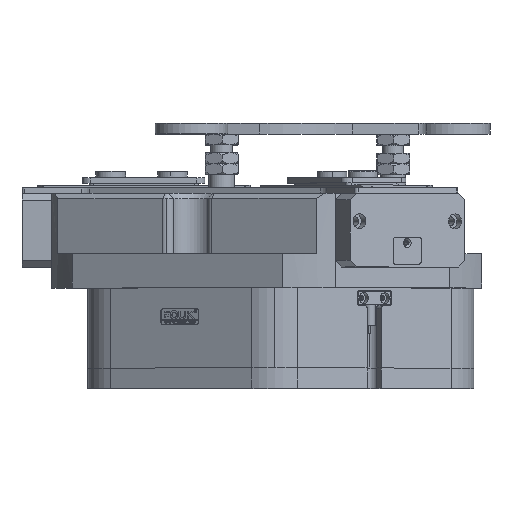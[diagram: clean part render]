
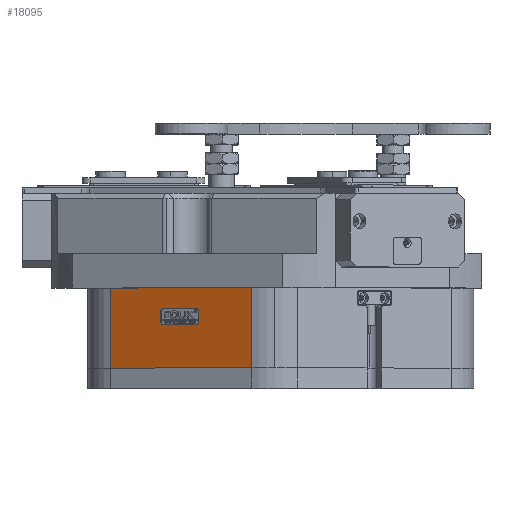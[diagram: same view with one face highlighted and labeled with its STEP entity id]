
A CAD part, top view. The second image highlights one B-rep face of the part: STEP entity #18095.
In plain terms, the highlighted planar face has unit normal (-0.5, 0, 0.866).
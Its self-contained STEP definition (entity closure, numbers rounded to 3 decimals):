
#250 = AXIS2_PLACEMENT_3D ( 'NONE', #29572, #30208, #39286 ) ;
#566 = ORIENTED_EDGE ( 'NONE', *, *, #4185, .T. ) ;
#699 = CARTESIAN_POINT ( 'NONE',  ( -61.675, 32., 131.824 ) ) ;
#1095 = LINE ( 'NONE', #25694, #61484 ) ;
#1483 = EDGE_CURVE ( 'NONE', #10727, #23227, #31870, .T. ) ;
#2024 = CARTESIAN_POINT ( 'NONE',  ( 145., 130., 251.147 ) ) ;
#2039 = CARTESIAN_POINT ( 'NONE',  ( -125., 0., 95.263 ) ) ;
#2304 = VERTEX_POINT ( 'NONE', #699 ) ;
#2385 = CARTESIAN_POINT ( 'NONE',  ( -125., 130., 95.263 ) ) ;
#2468 = VECTOR ( 'NONE', #46248, 1000. ) ;
#3975 = VERTEX_POINT ( 'NONE', #10566 ) ;
#4185 = EDGE_CURVE ( 'NONE', #35379, #5773, #15186, .T. ) ;
#4195 = CARTESIAN_POINT ( 'NONE',  ( -59.856, 42.1, 132.874 ) ) ;
#4982 = VERTEX_POINT ( 'NONE', #54003 ) ;
#5665 = VECTOR ( 'NONE', #56515, 1000. ) ;
#5773 = VERTEX_POINT ( 'NONE', #40840 ) ;
#7190 = ORIENTED_EDGE ( 'NONE', *, *, #50675, .T. ) ;
#8347 = CIRCLE ( 'NONE', #49042, 2.1 ) ;
#9138 = EDGE_CURVE ( 'NONE', #5773, #13673, #10975, .T. ) ;
#9390 = CARTESIAN_POINT ( 'NONE',  ( -85.923, 42.1, 117.824 ) ) ;
#9628 = ORIENTED_EDGE ( 'NONE', *, *, #35950, .T. ) ;
#10119 = DIRECTION ( 'NONE',  ( -0.866, 0., -0.5 ) ) ;
#10268 = DIRECTION ( 'NONE',  ( 0., 1., 0. ) ) ;
#10566 = CARTESIAN_POINT ( 'NONE',  ( -59.856, 34.1, 132.874 ) ) ;
#10701 = DIRECTION ( 'NONE',  ( 0.5, 0., -0.866 ) ) ;
#10727 = VERTEX_POINT ( 'NONE', #52951 ) ;
#10975 = LINE ( 'NONE', #44117, #26772 ) ;
#11251 = CARTESIAN_POINT ( 'NONE',  ( -61.675, 32., 131.824 ) ) ;
#13438 = EDGE_CURVE ( 'NONE', #51169, #60910, #8347, .T. ) ;
#13673 = VERTEX_POINT ( 'NONE', #36421 ) ;
#14951 = DIRECTION ( 'NONE',  ( 0.5, 0., -0.866 ) ) ;
#15186 = CIRCLE ( 'NONE', #16953, 2.1 ) ;
#15761 = EDGE_CURVE ( 'NONE', #46217, #4982, #60179, .T. ) ;
#15885 = FACE_BOUND ( 'NONE', #18360, .T. ) ;
#16947 = EDGE_CURVE ( 'NONE', #3975, #2304, #19472, .T. ) ;
#16953 = AXIS2_PLACEMENT_3D ( 'NONE', #9390, #19275, #47924 ) ;
#18095 = ADVANCED_FACE ( 'NONE', ( #15885, #29458 ), #50102, .T. ) ;
#18161 = CARTESIAN_POINT ( 'NONE',  ( -72.5, 59.5, 125.574 ) ) ;
#18360 = EDGE_LOOP ( 'NONE', ( #42599, #23962, #9628, #56125, #7190, #566, #53918, #55454 ) ) ;
#19275 = DIRECTION ( 'NONE',  ( 0.5, 0., -0.866 ) ) ;
#19472 = CIRCLE ( 'NONE', #250, 2.1 ) ;
#20813 = DIRECTION ( 'NONE',  ( -0.5, 0., 0.866 ) ) ;
#22079 = CARTESIAN_POINT ( 'NONE',  ( 145., 0., 251.147 ) ) ;
#22590 = EDGE_CURVE ( 'NONE', #43938, #3975, #1095, .T. ) ;
#22989 = LINE ( 'NONE', #18161, #5665 ) ;
#23024 = CARTESIAN_POINT ( 'NONE',  ( -85.923, 32., 117.824 ) ) ;
#23227 = VERTEX_POINT ( 'NONE', #2039 ) ;
#23718 = AXIS2_PLACEMENT_3D ( 'NONE', #2024, #20813, #54956 ) ;
#23928 = ORIENTED_EDGE ( 'NONE', *, *, #40679, .F. ) ;
#23962 = ORIENTED_EDGE ( 'NONE', *, *, #16947, .T. ) ;
#25694 = CARTESIAN_POINT ( 'NONE',  ( -59.856, 42.1, 132.874 ) ) ;
#26772 = VECTOR ( 'NONE', #29114, 1000. ) ;
#26868 = DIRECTION ( 'NONE',  ( -0.866, 0., -0.5 ) ) ;
#27699 = VECTOR ( 'NONE', #40112, 1000. ) ;
#28790 = CARTESIAN_POINT ( 'NONE',  ( -20., 130., 155.885 ) ) ;
#29114 = DIRECTION ( 'NONE',  ( 0.866, 0., 0.5 ) ) ;
#29458 = FACE_OUTER_BOUND ( 'NONE', #32624, .T. ) ;
#29572 = CARTESIAN_POINT ( 'NONE',  ( -61.675, 34.1, 131.824 ) ) ;
#29676 = CARTESIAN_POINT ( 'NONE',  ( -85.923, 34.1, 117.824 ) ) ;
#30208 = DIRECTION ( 'NONE',  ( 0.5, 0., -0.866 ) ) ;
#30782 = VECTOR ( 'NONE', #10268, 1000. ) ;
#31870 = LINE ( 'NONE', #2385, #2468 ) ;
#32624 = EDGE_LOOP ( 'NONE', ( #58757, #56700, #23928, #48876 ) ) ;
#33454 = DIRECTION ( 'NONE',  ( 0., 1., 0. ) ) ;
#33659 = CARTESIAN_POINT ( 'NONE',  ( -87.742, 42.1, 116.774 ) ) ;
#34715 = VECTOR ( 'NONE', #33454, 1000. ) ;
#35379 = VERTEX_POINT ( 'NONE', #62142 ) ;
#35950 = EDGE_CURVE ( 'NONE', #2304, #51169, #51061, .T. ) ;
#36421 = CARTESIAN_POINT ( 'NONE',  ( -61.675, 44.2, 131.824 ) ) ;
#39286 = DIRECTION ( 'NONE',  ( -0.866, 0., -0.5 ) ) ;
#40112 = DIRECTION ( 'NONE',  ( -0.866, 0., -0.5 ) ) ;
#40679 = EDGE_CURVE ( 'NONE', #46217, #23227, #52400, .T. ) ;
#40840 = CARTESIAN_POINT ( 'NONE',  ( -85.923, 44.2, 117.824 ) ) ;
#42599 = ORIENTED_EDGE ( 'NONE', *, *, #22590, .T. ) ;
#43865 = CARTESIAN_POINT ( 'NONE',  ( -87.742, 34.1, 116.774 ) ) ;
#43938 = VERTEX_POINT ( 'NONE', #4195 ) ;
#44002 = CARTESIAN_POINT ( 'NONE',  ( -61.675, 42.1, 131.824 ) ) ;
#44117 = CARTESIAN_POINT ( 'NONE',  ( -61.675, 44.2, 131.824 ) ) ;
#44832 = DIRECTION ( 'NONE',  ( 0.866, 0., 0.5 ) ) ;
#46001 = EDGE_CURVE ( 'NONE', #10727, #4982, #22989, .T. ) ;
#46217 = VERTEX_POINT ( 'NONE', #49091 ) ;
#46248 = DIRECTION ( 'NONE',  ( 0., -1., 0. ) ) ;
#47924 = DIRECTION ( 'NONE',  ( -0.866, 0., -0.5 ) ) ;
#48876 = ORIENTED_EDGE ( 'NONE', *, *, #15761, .T. ) ;
#49042 = AXIS2_PLACEMENT_3D ( 'NONE', #29676, #14951, #10119 ) ;
#49091 = CARTESIAN_POINT ( 'NONE',  ( -20., 0., 155.885 ) ) ;
#49124 = DIRECTION ( 'NONE',  ( 0., -1., 0. ) ) ;
#50102 = PLANE ( 'NONE',  #23718 ) ;
#50675 = EDGE_CURVE ( 'NONE', #60910, #35379, #51267, .T. ) ;
#50745 = EDGE_CURVE ( 'NONE', #13673, #43938, #57359, .T. ) ;
#51061 = LINE ( 'NONE', #11251, #27699 ) ;
#51169 = VERTEX_POINT ( 'NONE', #23024 ) ;
#51267 = LINE ( 'NONE', #33659, #34715 ) ;
#52400 = LINE ( 'NONE', #22079, #60774 ) ;
#52951 = CARTESIAN_POINT ( 'NONE',  ( -125., 59.5, 95.263 ) ) ;
#53918 = ORIENTED_EDGE ( 'NONE', *, *, #9138, .T. ) ;
#54003 = CARTESIAN_POINT ( 'NONE',  ( -20., 59.5, 155.885 ) ) ;
#54956 = DIRECTION ( 'NONE',  ( 0.866, 0., 0.5 ) ) ;
#55454 = ORIENTED_EDGE ( 'NONE', *, *, #50745, .T. ) ;
#56125 = ORIENTED_EDGE ( 'NONE', *, *, #13438, .T. ) ;
#56515 = DIRECTION ( 'NONE',  ( 0.866, 0., 0.5 ) ) ;
#56618 = AXIS2_PLACEMENT_3D ( 'NONE', #44002, #10701, #44832 ) ;
#56700 = ORIENTED_EDGE ( 'NONE', *, *, #1483, .T. ) ;
#57359 = CIRCLE ( 'NONE', #56618, 2.1 ) ;
#58757 = ORIENTED_EDGE ( 'NONE', *, *, #46001, .F. ) ;
#60179 = LINE ( 'NONE', #28790, #30782 ) ;
#60774 = VECTOR ( 'NONE', #26868, 1000. ) ;
#60910 = VERTEX_POINT ( 'NONE', #43865 ) ;
#61484 = VECTOR ( 'NONE', #49124, 1000. ) ;
#62142 = CARTESIAN_POINT ( 'NONE',  ( -87.742, 42.1, 116.774 ) ) ;
